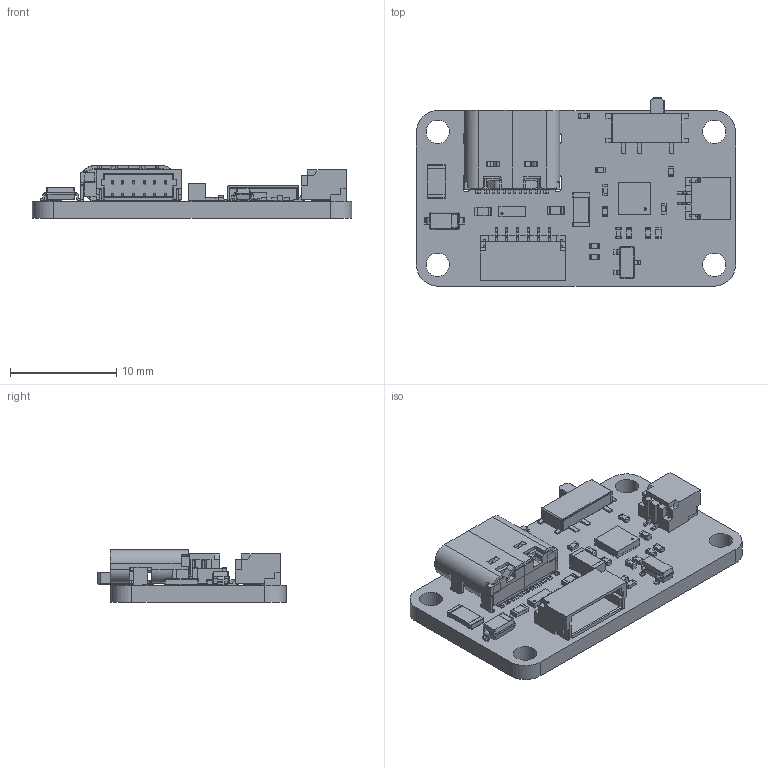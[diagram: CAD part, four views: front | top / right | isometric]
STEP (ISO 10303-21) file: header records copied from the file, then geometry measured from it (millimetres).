
FILE_DESCRIPTION(('KiCad electronic assembly'),'2;1');
FILE_NAME('Unified-Daughterboard_Batt.step','2024-10-28T14:26:43',( 'Pcbnew'),('Kicad'),'Open CASCADE STEP processor 7.7', 'KiCad to STEP converter','Unknown');
FILE_SCHEMA(('AUTOMOTIVE_DESIGN { 1 0 10303 214 1 1 1 1 }'));
Length unit declared in the file: millimetre
Products named in the file (30): Unified-Daughterboard_Batt 1; SM2B-SRSS-TB; SMxB-SRSS-TB; R_0603_1608Metric; USB_C_Receptacle_GCT_USB4105-xx-A_16P_TopMnt_Horizontal; USB_C_Receptacle_16P_TopMnt_Horizontal_GCT_USB4105-xx-A; R_0402_1005Metric; SM6B-SRSS-TB; C_0402_1005Metric; L_1206_3216Metric; USON-10_2.5x1.0mm_P0.5mm; USON_10_25x10mm_Pitch05mm; SW_MSK12C02; MSK12C02 v4; SOT-23; SOT_23; LED_0402_1005Metric; D_SOD-123; D_SOD_123; R_1206_3216Metric; QFN-16-1EP_3x3mm_P0.5mm_EP1.7x1.7mm; Unified-Daughterboard_PCB
Assembly tree (39 placements, depth 3):
  Unified-Daughterboard_Batt 1
    SM2B-SRSS-TB
      SMxB-SRSS-TB
    R_0603_1608Metric  x2
      R_0603_1608Metric
    USB_C_Receptacle_GCT_USB4105-xx-A_16P_TopMnt_Horizontal
      USB_C_Receptacle_16P_TopMnt_Horizontal_GCT_USB4105-xx-A
    R_0402_1005Metric  x8
      R_0402_1005Metric
    SM6B-SRSS-TB
      SMxB-SRSS-TB
    C_0402_1005Metric  x3
      C_0402_1005Metric
    L_1206_3216Metric
      L_1206_3216Metric
    USON-10_2.5x1.0mm_P0.5mm
      USON_10_25x10mm_Pitch05mm
    SW_MSK12C02
      MSK12C02 v4
    SOT-23
      SOT_23
    LED_0402_1005Metric
      LED_0402_1005Metric
    D_SOD-123
      D_SOD_123
    R_1206_3216Metric
      R_1206_3216Metric
    QFN-16-1EP_3x3mm_P0.5mm_EP1.7x1.7mm
      QFN-16-1EP_3x3mm_P0.5mm_EP1.7x1.7mm
    Unified-Daughterboard_PCB
Bounding box: 30 x 17.7 x 4.96 mm (x, y, z)
Volume: 1012.1 mm3; surface area: 2402.9 mm2
Topology: 77 solids, 77 shells, 2108 faces, 5561 edges, 3598 vertices
Faces by surface type: plane 1589, cylinder 450, bspline 53, cone 8, sphere 8
Full cylindrical faces by diameter (mm): 0.2 x2, 0.5 x2, 0.65 x2, 0.7 x2, 0.85 x2, 2.2 x4
Entity records: 69005 total; most frequent: CARTESIAN_POINT 10234, ORIENTED_EDGE 9746, DIRECTION 9181, EDGE_CURVE 4873, LINE 4075, VECTOR 4075, VERTEX_POINT 3150, AXIS2_PLACEMENT_3D 2553
